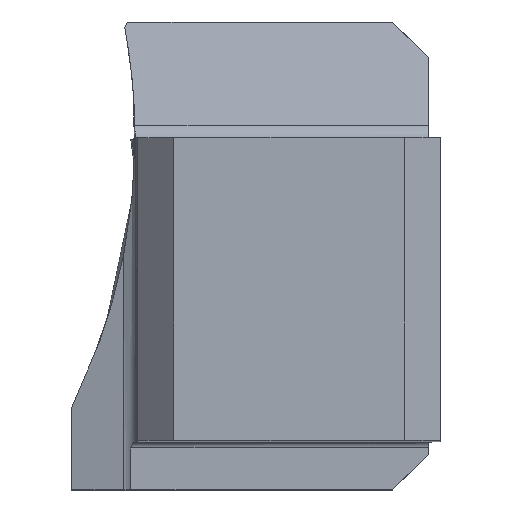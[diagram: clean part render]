
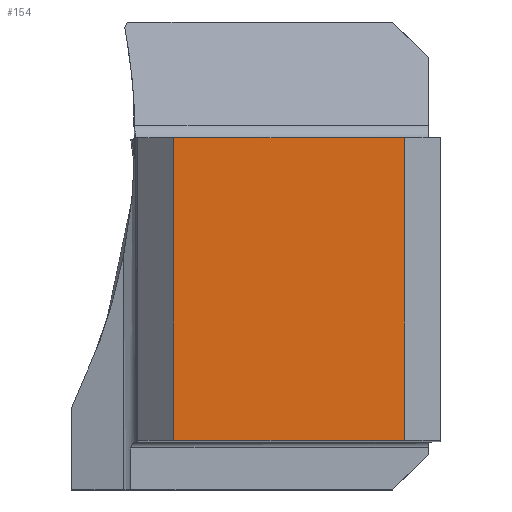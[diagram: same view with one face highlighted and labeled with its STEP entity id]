
A CAD part, top view. The second image highlights one B-rep face of the part: STEP entity #154.
In plain terms, the highlighted planar face has unit normal (0, 0, 1).
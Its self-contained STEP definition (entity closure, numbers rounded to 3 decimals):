
#115=PLANE('',#1474);
#154=ADVANCED_FACE('CU_BACK_SU1',(#233),#115,.F.);
#233=FACE_OUTER_BOUND('',#293,.T.);
#293=EDGE_LOOP('',(#636,#637,#638,#639));
#400=LINE('',#3351,#482);
#401=LINE('',#3354,#483);
#402=LINE('',#3356,#484);
#403=LINE('',#3358,#485);
#482=VECTOR('',#1634,1.);
#483=VECTOR('',#1635,1.);
#484=VECTOR('',#1636,1.);
#485=VECTOR('',#1637,1.);
#636=ORIENTED_EDGE('',*,*,#1152,.F.);
#637=ORIENTED_EDGE('',*,*,#1153,.T.);
#638=ORIENTED_EDGE('',*,*,#1154,.T.);
#639=ORIENTED_EDGE('',*,*,#1155,.F.);
#989=VERTEX_POINT('',#3352);
#990=VERTEX_POINT('',#3353);
#991=VERTEX_POINT('',#3355);
#992=VERTEX_POINT('',#3357);
#1152=EDGE_CURVE('',#989,#990,#400,.T.);
#1153=EDGE_CURVE('',#989,#991,#401,.T.);
#1154=EDGE_CURVE('',#991,#992,#402,.T.);
#1155=EDGE_CURVE('',#990,#992,#403,.T.);
#1474=AXIS2_PLACEMENT_3D('',#3359,#1638,#1639);
#1634=DIRECTION('',(0.,1.,0.));
#1635=DIRECTION('',(1.,0.,0.));
#1636=DIRECTION('',(0.,1.,0.));
#1637=DIRECTION('',(1.,0.,0.));
#1638=DIRECTION('',(0.,0.,-1.));
#1639=DIRECTION('',(-1.,0.,0.));
#3351=CARTESIAN_POINT('',(-22.325,0.,0.));
#3352=CARTESIAN_POINT('',(-22.325,0.,0.));
#3353=CARTESIAN_POINT('',(-22.325,25.325,0.));
#3354=CARTESIAN_POINT('',(-110.,0.,0.));
#3355=CARTESIAN_POINT('',(-3.,0.,0.));
#3356=CARTESIAN_POINT('',(-3.,0.,0.));
#3357=CARTESIAN_POINT('',(-3.,25.325,0.));
#3358=CARTESIAN_POINT('',(-110.,25.325,0.));
#3359=CARTESIAN_POINT('',(23.266,45.325,0.));
